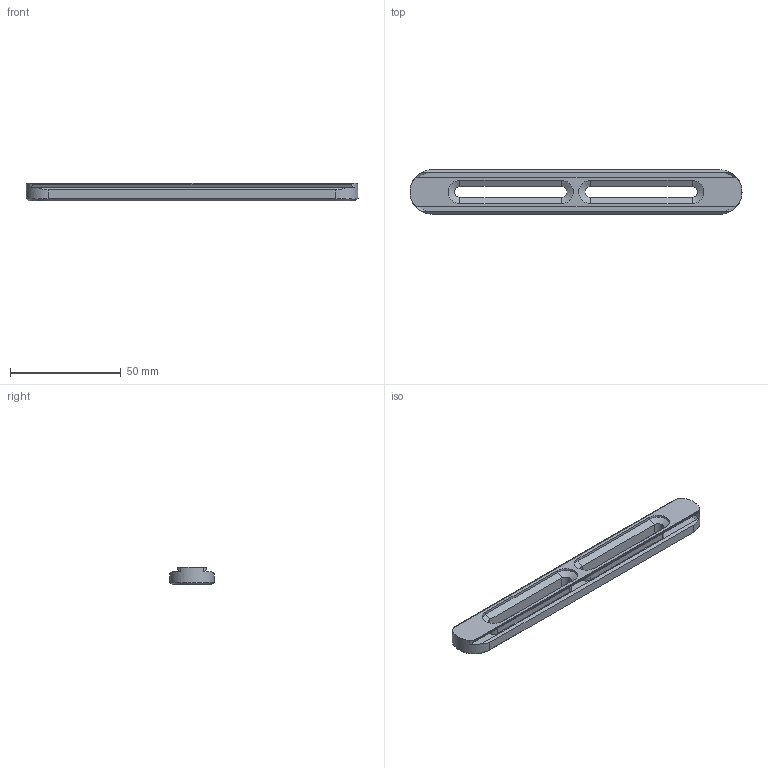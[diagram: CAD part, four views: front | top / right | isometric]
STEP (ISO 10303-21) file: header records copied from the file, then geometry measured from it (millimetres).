
FILE_DESCRIPTION(('STEP AP242'), '1');
FILE_NAME('Lastochka 150mm', '', ('UNSPECIFIED'), ('UNSPECIFIED'), 'C3D Converter', 'C3D Toolkit', '');
FILE_SCHEMA(('AP242_MANAGED_MODEL_BASED_3D_ENGINEERING_MIM_LF { 1 0 10303 442 1 1 4 }'));
Length unit declared in the file: millimetre
Bounding box: 150 x 20 x 8 mm (x, y, z)
Volume: 15723.7 mm3; surface area: 8888.4 mm2
Topology: 1 solids, 1 shells, 46 faces, 112 edges, 68 vertices
Faces by surface type: plane 26, cylinder 14, cone 6
Entity records: 1741 total; most frequent: CARTESIAN_POINT 251, DIRECTION 232, ORIENTED_EDGE 224, EDGE_CURVE 112, AXIS2_PLACEMENT_3D 81, LINE 70, VECTOR 70, VERTEX_POINT 68
